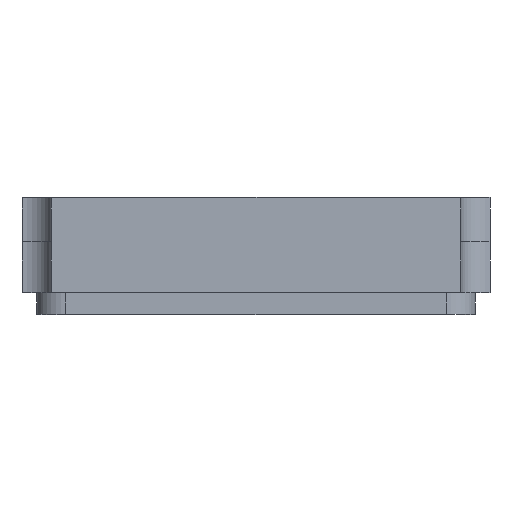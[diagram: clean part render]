
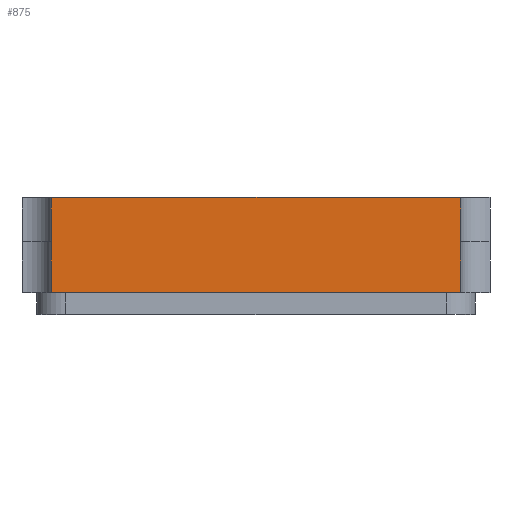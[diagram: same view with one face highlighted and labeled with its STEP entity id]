
A CAD part, left-side view. The second image highlights one B-rep face of the part: STEP entity #875.
In plain terms, the highlighted planar face has unit normal (-1, 0, 0).
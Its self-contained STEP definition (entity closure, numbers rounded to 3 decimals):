
#15 = LINE ( 'NONE', #195, #347 ) ;
#40 = LINE ( 'NONE', #1951, #1753 ) ;
#58 = ORIENTED_EDGE ( 'NONE', *, *, #790, .T. ) ;
#67 = LINE ( 'NONE', #1766, #2078 ) ;
#195 = CARTESIAN_POINT ( 'NONE',  ( -1., 0.653, 0.399 ) ) ;
#199 = DIRECTION ( 'NONE',  ( 0., 1., 0. ) ) ;
#207 = VECTOR ( 'NONE', #991, 1000. ) ;
#268 = ORIENTED_EDGE ( 'NONE', *, *, #2674, .F. ) ;
#281 = DIRECTION ( 'NONE',  ( 0., -1., 0. ) ) ;
#294 = DIRECTION ( 'NONE',  ( 0., 0., -1. ) ) ;
#323 = VERTEX_POINT ( 'NONE', #2032 ) ;
#347 = VECTOR ( 'NONE', #1483, 1000. ) ;
#352 = CARTESIAN_POINT ( 'NONE',  ( -1., 0.699, 0.399 ) ) ;
#470 = FACE_OUTER_BOUND ( 'NONE', #2026, .T. ) ;
#495 = ORIENTED_EDGE ( 'NONE', *, *, #2414, .T. ) ;
#525 = ORIENTED_EDGE ( 'NONE', *, *, #2499, .T. ) ;
#536 = LINE ( 'NONE', #582, #881 ) ;
#570 = LINE ( 'NONE', #1413, #207 ) ;
#571 = EDGE_CURVE ( 'NONE', #2312, #1205, #536, .T. ) ;
#582 = CARTESIAN_POINT ( 'NONE',  ( -1., -0.699, 0.249 ) ) ;
#672 = CARTESIAN_POINT ( 'NONE',  ( -1., -0.8, 0.4 ) ) ;
#692 = VECTOR ( 'NONE', #954, 1000. ) ;
#695 = LINE ( 'NONE', #1566, #2164 ) ;
#790 = EDGE_CURVE ( 'NONE', #2561, #2153, #570, .T. ) ;
#870 = CARTESIAN_POINT ( 'NONE',  ( -1., -0.8, 0.249 ) ) ;
#875 = ADVANCED_FACE ( 'NONE', ( #470 ), #1530, .F. ) ;
#881 = VECTOR ( 'NONE', #1214, 1000. ) ;
#952 = ORIENTED_EDGE ( 'NONE', *, *, #1356, .F. ) ;
#954 = DIRECTION ( 'NONE',  ( 0., 0., 1. ) ) ;
#991 = DIRECTION ( 'NONE',  ( 0., 0., -1. ) ) ;
#1043 = VECTOR ( 'NONE', #281, 1000. ) ;
#1072 = DIRECTION ( 'NONE',  ( 0., -1., 0. ) ) ;
#1091 = LINE ( 'NONE', #870, #1557 ) ;
#1146 = CARTESIAN_POINT ( 'NONE',  ( -1., -0.653, 0.4 ) ) ;
#1182 = LINE ( 'NONE', #1347, #2525 ) ;
#1205 = VERTEX_POINT ( 'NONE', #2020 ) ;
#1214 = DIRECTION ( 'NONE',  ( 0., 0., 1. ) ) ;
#1235 = ORIENTED_EDGE ( 'NONE', *, *, #2665, .F. ) ;
#1276 = CARTESIAN_POINT ( 'NONE',  ( -1., 0.7, 0.075 ) ) ;
#1302 = DIRECTION ( 'NONE',  ( 0., -1., 0. ) ) ;
#1328 = VERTEX_POINT ( 'NONE', #2260 ) ;
#1347 = CARTESIAN_POINT ( 'NONE',  ( -1., -0.8, 0.4 ) ) ;
#1352 = VECTOR ( 'NONE', #199, 1000. ) ;
#1356 = EDGE_CURVE ( 'NONE', #323, #1920, #15, .T. ) ;
#1382 = VERTEX_POINT ( 'NONE', #1276 ) ;
#1413 = CARTESIAN_POINT ( 'NONE',  ( -1., 0.699, 0.249 ) ) ;
#1437 = CARTESIAN_POINT ( 'NONE',  ( -1., 0.653, 0.4 ) ) ;
#1458 = EDGE_CURVE ( 'NONE', #1382, #1328, #695, .T. ) ;
#1483 = DIRECTION ( 'NONE',  ( 0., 0., 1. ) ) ;
#1512 = DIRECTION ( 'NONE',  ( 0., 0., -1. ) ) ;
#1530 = PLANE ( 'NONE',  #1741 ) ;
#1540 = LINE ( 'NONE', #2352, #1043 ) ;
#1550 = VERTEX_POINT ( 'NONE', #1146 ) ;
#1557 = VECTOR ( 'NONE', #2358, 1000. ) ;
#1566 = CARTESIAN_POINT ( 'NONE',  ( -1., -0.8, 0.075 ) ) ;
#1583 = CARTESIAN_POINT ( 'NONE',  ( -1., -0.653, 0.399 ) ) ;
#1592 = VERTEX_POINT ( 'NONE', #1583 ) ;
#1633 = CARTESIAN_POINT ( 'NONE',  ( -1., 0.7, 0.249 ) ) ;
#1637 = VERTEX_POINT ( 'NONE', #1633 ) ;
#1648 = LINE ( 'NONE', #2610, #2136 ) ;
#1667 = VERTEX_POINT ( 'NONE', #2629 ) ;
#1675 = ORIENTED_EDGE ( 'NONE', *, *, #1458, .T. ) ;
#1680 = CARTESIAN_POINT ( 'NONE',  ( -1., -0.8, 0.249 ) ) ;
#1686 = ORIENTED_EDGE ( 'NONE', *, *, #2494, .T. ) ;
#1718 = ORIENTED_EDGE ( 'NONE', *, *, #2563, .F. ) ;
#1741 = AXIS2_PLACEMENT_3D ( 'NONE', #672, #1939, #1512 ) ;
#1747 = EDGE_CURVE ( 'NONE', #1667, #2312, #2071, .T. ) ;
#1753 = VECTOR ( 'NONE', #294, 1000. ) ;
#1766 = CARTESIAN_POINT ( 'NONE',  ( -1., 0., 0.399 ) ) ;
#1920 = VERTEX_POINT ( 'NONE', #1437 ) ;
#1939 = DIRECTION ( 'NONE',  ( 1., 0., 0. ) ) ;
#1951 = CARTESIAN_POINT ( 'NONE',  ( -1., 0.7, 0. ) ) ;
#2003 = ORIENTED_EDGE ( 'NONE', *, *, #1747, .T. ) ;
#2013 = ORIENTED_EDGE ( 'NONE', *, *, #571, .T. ) ;
#2019 = DIRECTION ( 'NONE',  ( 0., 0., 1. ) ) ;
#2020 = CARTESIAN_POINT ( 'NONE',  ( -1., -0.699, 0.399 ) ) ;
#2026 = EDGE_LOOP ( 'NONE', ( #2003, #2013, #2187, #1686, #1718, #952, #268, #58, #1235, #495, #1675, #525 ) ) ;
#2032 = CARTESIAN_POINT ( 'NONE',  ( -1., 0.653, 0.399 ) ) ;
#2071 = LINE ( 'NONE', #1680, #1352 ) ;
#2078 = VECTOR ( 'NONE', #2374, 1000. ) ;
#2136 = VECTOR ( 'NONE', #2019, 1000. ) ;
#2153 = VERTEX_POINT ( 'NONE', #2218 ) ;
#2164 = VECTOR ( 'NONE', #1302, 1000. ) ;
#2187 = ORIENTED_EDGE ( 'NONE', *, *, #2357, .F. ) ;
#2218 = CARTESIAN_POINT ( 'NONE',  ( -1., 0.699, 0.249 ) ) ;
#2260 = CARTESIAN_POINT ( 'NONE',  ( -1., -0.7, 0.075 ) ) ;
#2262 = CARTESIAN_POINT ( 'NONE',  ( -1., -0.699, 0.249 ) ) ;
#2312 = VERTEX_POINT ( 'NONE', #2262 ) ;
#2352 = CARTESIAN_POINT ( 'NONE',  ( -1., 0., 0.399 ) ) ;
#2357 = EDGE_CURVE ( 'NONE', #1592, #1205, #1540, .T. ) ;
#2358 = DIRECTION ( 'NONE',  ( 0., -1., 0. ) ) ;
#2366 = CARTESIAN_POINT ( 'NONE',  ( -1., -0.653, 0.399 ) ) ;
#2374 = DIRECTION ( 'NONE',  ( 0., -1., 0. ) ) ;
#2414 = EDGE_CURVE ( 'NONE', #1637, #1382, #40, .T. ) ;
#2494 = EDGE_CURVE ( 'NONE', #1592, #1550, #2623, .T. ) ;
#2499 = EDGE_CURVE ( 'NONE', #1328, #1667, #1648, .T. ) ;
#2525 = VECTOR ( 'NONE', #1072, 1000. ) ;
#2561 = VERTEX_POINT ( 'NONE', #352 ) ;
#2563 = EDGE_CURVE ( 'NONE', #1920, #1550, #1182, .T. ) ;
#2610 = CARTESIAN_POINT ( 'NONE',  ( -1., -0.7, 0. ) ) ;
#2623 = LINE ( 'NONE', #2366, #692 ) ;
#2629 = CARTESIAN_POINT ( 'NONE',  ( -1., -0.7, 0.249 ) ) ;
#2665 = EDGE_CURVE ( 'NONE', #1637, #2153, #1091, .T. ) ;
#2674 = EDGE_CURVE ( 'NONE', #2561, #323, #67, .T. ) ;
